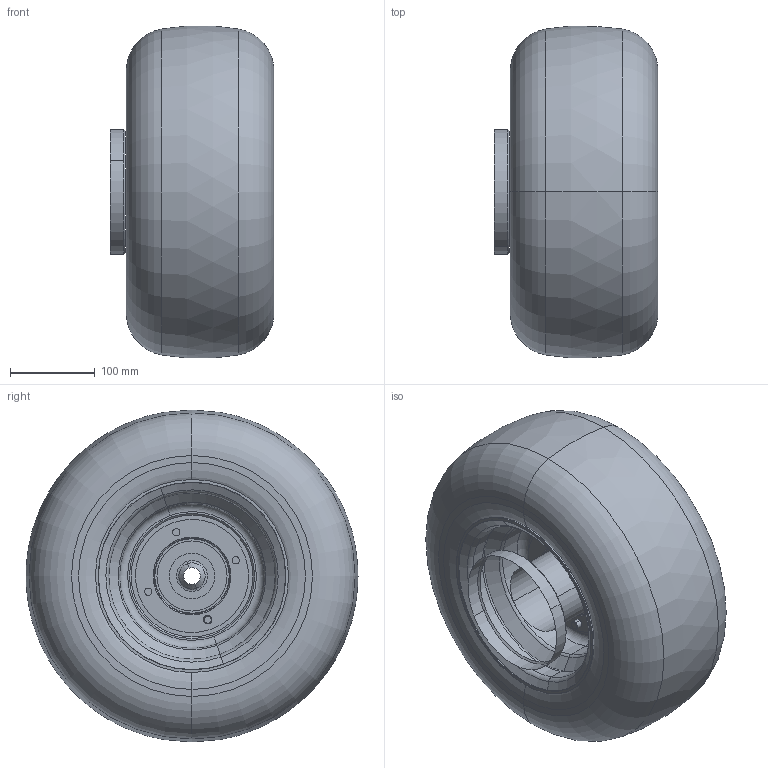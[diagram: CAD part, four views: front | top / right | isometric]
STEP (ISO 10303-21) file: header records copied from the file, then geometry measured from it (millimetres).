
FILE_DESCRIPTION(('FreeCAD Model'),'2;1');
FILE_NAME('seekurjr_wheel_full.step','2014-01-17T14:14:27',('FreeCAD'),('FreeCAD'), 'Open CASCADE STEP processor 6.5','FreeCAD','Unknown');
FILE_SCHEMA(('AUTOMOTIVE_DESIGN_CC2 { 1 2 10303 214 -1 1 5 4 }'));
Length unit declared in the file: millimetre
Products named in the file (15): SKR0105; SKR0138; SKR0142; SKR0141; SKR0103; SKR0106; SKR0107; SKR0109; SKR0104; SKR0139; SKR0100; SKR0101; SKR0108; SKR0102; SKR0140
Bounding box: 194.01 x 392.8 x 392.8 mm (x, y, z)
Surface area: 525463.8 mm2 (no closed solid volume)
Topology: 0 solids, 15 shells, 144 faces, 393 edges, 253 vertices
Faces by surface type: torus 46, cone 36, plane 30, cylinder 24, bspline 6, revolution 2
Entity records: 18124 total; most frequent: CARTESIAN_POINT 11854, DIRECTION 878, ORIENTED_EDGE 632, PCURVE 632, DEFINITIONAL_REPRESENTATION 632, B_SPLINE_CURVE_WITH_KNOTS 618, EDGE_CURVE 393, SURFACE_CURVE 393
